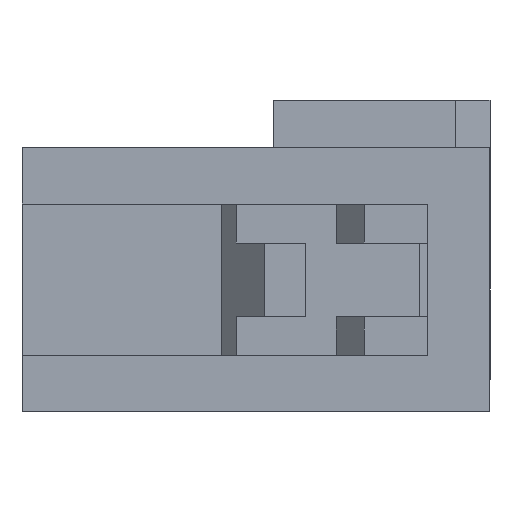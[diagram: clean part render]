
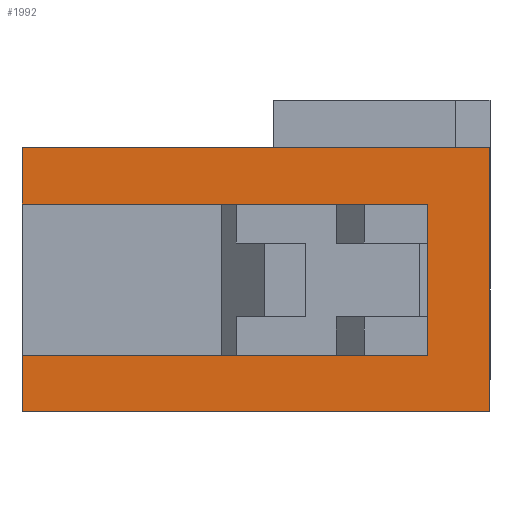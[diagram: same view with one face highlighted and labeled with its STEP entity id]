
A CAD part, left-side view. The second image highlights one B-rep face of the part: STEP entity #1992.
In plain terms, the highlighted planar face has unit normal (-1, 0, 0).
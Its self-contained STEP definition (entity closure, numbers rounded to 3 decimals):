
#1992=ADVANCED_FACE('',(#2864),#2431,.T.);
#2431=PLANE('',#10783);
#2864=FACE_OUTER_BOUND('',#3300,.T.);
#3300=EDGE_LOOP('',(#4921,#4922,#4923,#4924,#4925,#4926,#4927,#4928));
#4921=ORIENTED_EDGE('',*,*,#7736,.T.);
#4922=ORIENTED_EDGE('',*,*,#7711,.T.);
#4923=ORIENTED_EDGE('',*,*,#7718,.T.);
#4924=ORIENTED_EDGE('',*,*,#7738,.F.);
#4925=ORIENTED_EDGE('',*,*,#7739,.T.);
#4926=ORIENTED_EDGE('',*,*,#7740,.T.);
#4927=ORIENTED_EDGE('',*,*,#7741,.T.);
#4928=ORIENTED_EDGE('',*,*,#7742,.F.);
#6595=VERTEX_POINT('',#14882);
#6596=VERTEX_POINT('',#14884);
#6601=VERTEX_POINT('',#14897);
#6612=VERTEX_POINT('',#14934);
#6613=VERTEX_POINT('',#14938);
#6614=VERTEX_POINT('',#14940);
#6615=VERTEX_POINT('',#14942);
#6616=VERTEX_POINT('',#14944);
#7711=EDGE_CURVE('',#6596,#6595,#8936,.T.);
#7718=EDGE_CURVE('',#6595,#6601,#8943,.T.);
#7736=EDGE_CURVE('',#6612,#6596,#8961,.T.);
#7738=EDGE_CURVE('',#6613,#6601,#8963,.T.);
#7739=EDGE_CURVE('',#6613,#6614,#8964,.T.);
#7740=EDGE_CURVE('',#6614,#6615,#8965,.T.);
#7741=EDGE_CURVE('',#6615,#6616,#8966,.T.);
#7742=EDGE_CURVE('',#6612,#6616,#8967,.T.);
#8936=LINE('',#14883,#10149);
#8943=LINE('',#14898,#10156);
#8961=LINE('',#14933,#10174);
#8963=LINE('',#14937,#10176);
#8964=LINE('',#14939,#10177);
#8965=LINE('',#14941,#10178);
#8966=LINE('',#14943,#10179);
#8967=LINE('',#14945,#10180);
#10149=VECTOR('',#12480,1.);
#10156=VECTOR('',#12491,1.);
#10174=VECTOR('',#12523,1.);
#10176=VECTOR('',#12527,1.);
#10177=VECTOR('',#12528,1.);
#10178=VECTOR('',#12529,1.);
#10179=VECTOR('',#12530,1.);
#10180=VECTOR('',#12531,1.);
#10783=AXIS2_PLACEMENT_3D('',#14946,#12532,#12533);
#12480=DIRECTION('',(0.,0.,-1.));
#12491=DIRECTION('',(0.,1.,0.));
#12523=DIRECTION('',(0.,-1.,0.));
#12527=DIRECTION('',(0.,0.,1.));
#12528=DIRECTION('',(0.,-1.,0.));
#12529=DIRECTION('',(0.,0.,1.));
#12530=DIRECTION('',(0.,1.,0.));
#12531=DIRECTION('',(0.,0.,1.));
#12532=DIRECTION('',(-1.,0.,0.));
#12533=DIRECTION('',(0.,-1.,0.));
#14882=CARTESIAN_POINT('',(0.,1.45,1.3));
#14883=CARTESIAN_POINT('',(0.,1.45,4.8));
#14884=CARTESIAN_POINT('',(0.,1.45,4.8));
#14897=CARTESIAN_POINT('',(0.,10.8,1.3));
#14898=CARTESIAN_POINT('',(0.,1.45,1.3));
#14933=CARTESIAN_POINT('',(0.,10.8,4.8));
#14934=CARTESIAN_POINT('',(0.,10.8,4.8));
#14937=CARTESIAN_POINT('',(0.,10.8,0.));
#14938=CARTESIAN_POINT('',(0.,10.8,0.));
#14939=CARTESIAN_POINT('',(0.,10.8,0.));
#14940=CARTESIAN_POINT('',(0.,0.,0.));
#14941=CARTESIAN_POINT('',(0.,0.,0.));
#14942=CARTESIAN_POINT('',(0.,0.,6.1));
#14943=CARTESIAN_POINT('',(0.,0.,6.1));
#14944=CARTESIAN_POINT('',(0.,10.8,6.1));
#14945=CARTESIAN_POINT('',(0.,10.8,4.8));
#14946=CARTESIAN_POINT('',(0.,10.8,0.));
